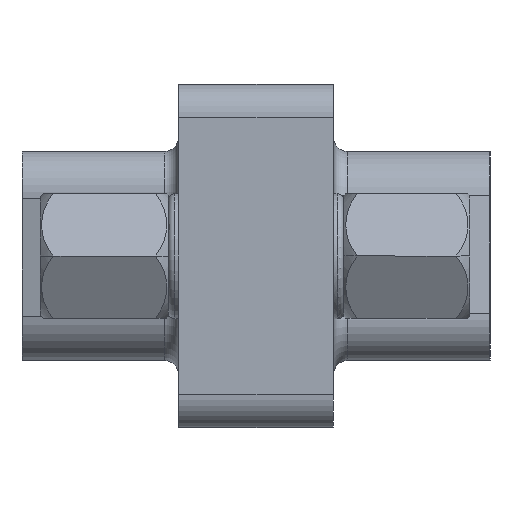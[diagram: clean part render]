
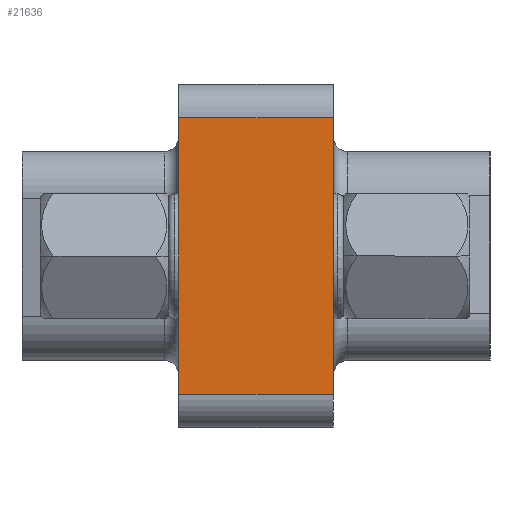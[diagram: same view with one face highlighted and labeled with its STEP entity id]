
A CAD part, left-side view. The second image highlights one B-rep face of the part: STEP entity #21636.
In plain terms, the highlighted planar face has unit normal (-1, 0, 0).
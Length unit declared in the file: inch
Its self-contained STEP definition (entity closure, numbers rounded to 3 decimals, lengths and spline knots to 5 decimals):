
#688 = DIRECTION ( 'NONE',  ( 0., 0., -1. ) ) ;
#689 = DIRECTION ( 'NONE',  ( 1., 0., 0. ) ) ;
#690 = CARTESIAN_POINT ( 'NONE',  ( -1.38, 0.115, 0.255 ) ) ;
#691 = AXIS2_PLACEMENT_3D ( 'NONE', #690, #689, #688 ) ;
#692 = PLANE ( 'NONE',  #691 ) ;
#693 = LINE ( 'NONE', #756, #755 ) ;
#694 = FACE_OUTER_BOUND ( 'NONE', #21637, .T. ) ;
#753 = CARTESIAN_POINT ( 'NONE',  ( -1.38, -0.115, -0.205 ) ) ;
#754 = DIRECTION ( 'NONE',  ( 0., 0., 1. ) ) ;
#755 = VECTOR ( 'NONE', #754, 39.37008 ) ;
#756 = CARTESIAN_POINT ( 'NONE',  ( -1.38, -0.115, 0.255 ) ) ;
#6776 = CARTESIAN_POINT ( 'NONE',  ( -1.38, 0.115, -0.205 ) ) ;
#7441 = CARTESIAN_POINT ( 'NONE',  ( -1.38, 0.115, 0.205 ) ) ;
#7442 = DIRECTION ( 'NONE',  ( 0., 0., 1. ) ) ;
#7443 = VECTOR ( 'NONE', #7442, 39.37008 ) ;
#7444 = CARTESIAN_POINT ( 'NONE',  ( -1.38, 0.115, 0.255 ) ) ;
#7445 = LINE ( 'NONE', #7444, #7443 ) ;
#16199 = DIRECTION ( 'NONE',  ( 0., 1., 0. ) ) ;
#16200 = VECTOR ( 'NONE', #16199, 39.37008 ) ;
#16201 = CARTESIAN_POINT ( 'NONE',  ( -1.38, 0.115, 0.205 ) ) ;
#16202 = LINE ( 'NONE', #16201, #16200 ) ;
#16203 = CARTESIAN_POINT ( 'NONE',  ( -1.38, -0.115, 0.205 ) ) ;
#16229 = VECTOR ( 'NONE', #16232, 39.37008 ) ;
#16230 = CARTESIAN_POINT ( 'NONE',  ( -1.38, 0.115, -0.205 ) ) ;
#16231 = LINE ( 'NONE', #16230, #16229 ) ;
#16232 = DIRECTION ( 'NONE',  ( 0., -1., 0. ) ) ;
#20804 = VERTEX_POINT ( 'NONE', #6776 ) ;
#20990 = EDGE_CURVE ( 'NONE', #20804, #20991, #7445, .T. ) ;
#20991 = VERTEX_POINT ( 'NONE', #7441 ) ;
#21534 = VERTEX_POINT ( 'NONE', #16203 ) ;
#21535 = ORIENTED_EDGE ( 'NONE', *, *, #21536, .T. ) ;
#21536 = EDGE_CURVE ( 'NONE', #21534, #20991, #16202, .T. ) ;
#21537 = ORIENTED_EDGE ( 'NONE', *, *, #20990, .F. ) ;
#21538 = ORIENTED_EDGE ( 'NONE', *, *, #21539, .T. ) ;
#21539 = EDGE_CURVE ( 'NONE', #20804, #21640, #16231, .T. ) ;
#21636 = ADVANCED_FACE ( 'NONE', ( #694 ), #692, .F. ) ;
#21637 = EDGE_LOOP ( 'NONE', ( #21638, #21535, #21537, #21538 ) ) ;
#21638 = ORIENTED_EDGE ( 'NONE', *, *, #21639, .T. ) ;
#21639 = EDGE_CURVE ( 'NONE', #21640, #21534, #693, .T. ) ;
#21640 = VERTEX_POINT ( 'NONE', #753 ) ;
